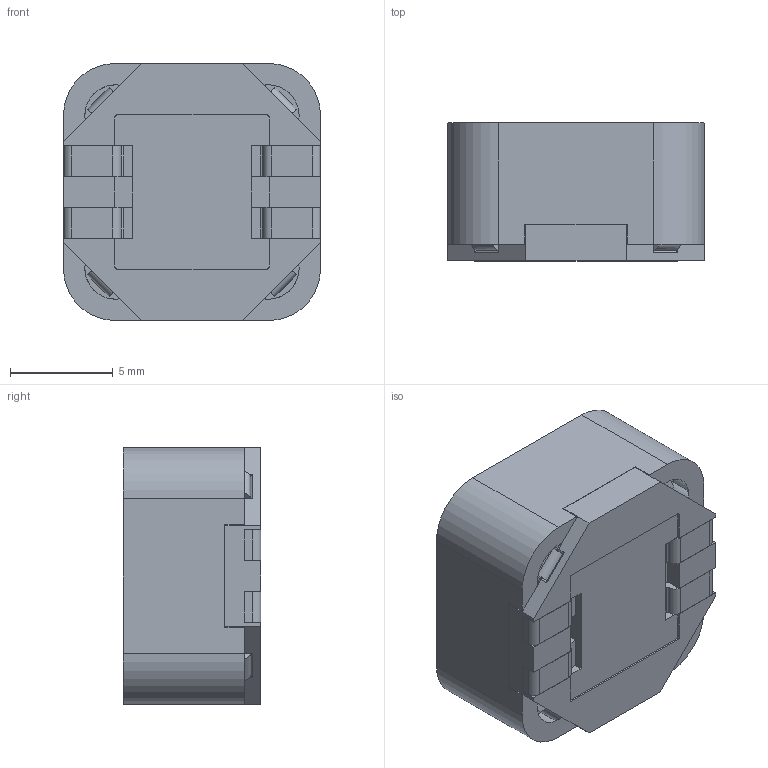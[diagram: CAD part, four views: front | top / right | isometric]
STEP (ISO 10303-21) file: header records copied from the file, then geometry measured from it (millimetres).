
FILE_DESCRIPTION (( 'STEP AP214' ), '1' );
FILE_NAME ('SRR1260_3.STEP', '2012-08-01T15:13:37', ( 'Master' ), ( '' ), 'SwSTEP 2.0', 'SolidWorks 2010', '' );
FILE_SCHEMA (( 'AUTOMOTIVE_DESIGN' ));
Length unit declared in the file: millimetre
Products named in the file (1): SRR1260_3
Bounding box: 12.5 x 6.7 x 12.5 mm (x, y, z)
Volume: 955.3 mm3; surface area: 1784.1 mm2
Topology: 8 solids, 8 shells, 336 faces, 913 edges, 565 vertices
Faces by surface type: plane 207, cylinder 118, bspline 11
Entity records: 14821 total; most frequent: CARTESIAN_POINT 2756, ORIENTED_EDGE 1788, DIRECTION 1635, EDGE_CURVE 894, VECTOR 635, LINE 635, VERTEX_POINT 565, AXIS2_PLACEMENT_3D 500
